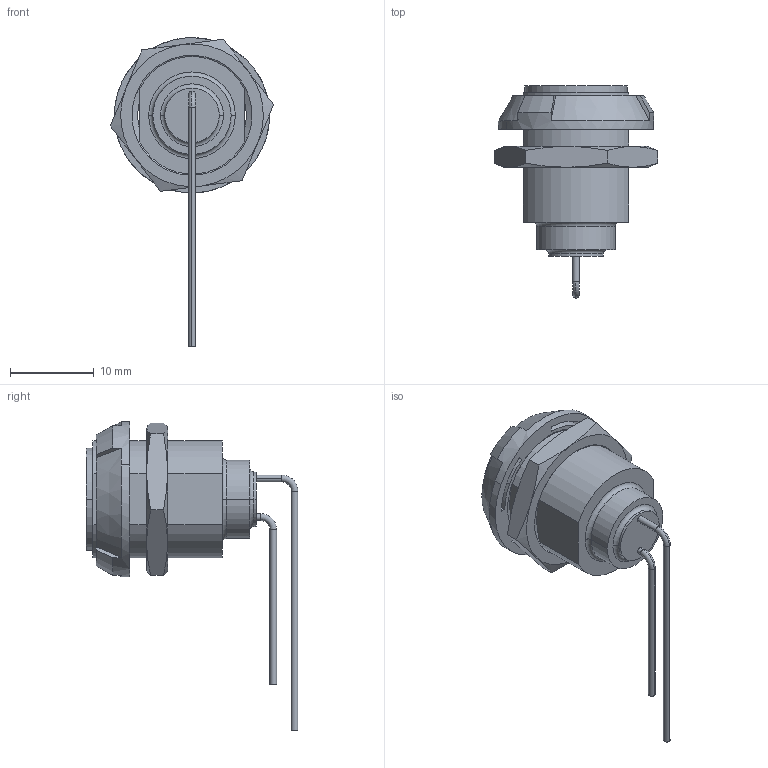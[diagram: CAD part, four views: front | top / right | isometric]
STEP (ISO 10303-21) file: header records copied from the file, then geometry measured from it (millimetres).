
FILE_DESCRIPTION(('FreeCAD Model'),'2;1');
FILE_NAME('PLB1G020002.STEP','2017-01-09T13:37:27',('Author'),(''), 'Open CASCADE STEP processor 6.8','FreeCAD','Unknown');
FILE_SCHEMA(('AUTOMOTIVE_DESIGN_CC2 { 1 2 10303 214 -1 1 5 4 }'));
Length unit declared in the file: millimetre
Products named in the file (1): PLB1G020002_b
Bounding box: 19.46 x 25.24 x 36.78 mm (x, y, z)
Volume: 3237.7 mm3; surface area: 1887.5 mm2
Topology: 1 solids, 1 shells, 109 faces, 280 edges, 179 vertices
Faces by surface type: plane 38, cone 35, cylinder 28, torus 8
Entity records: 14245 total; most frequent: CARTESIAN_POINT 9283, DIRECTION 745, ORIENTED_EDGE 560, PCURVE 560, DEFINITIONAL_REPRESENTATION 560, B_SPLINE_CURVE_WITH_KNOTS 395, EDGE_CURVE 280, SURFACE_CURVE 280
